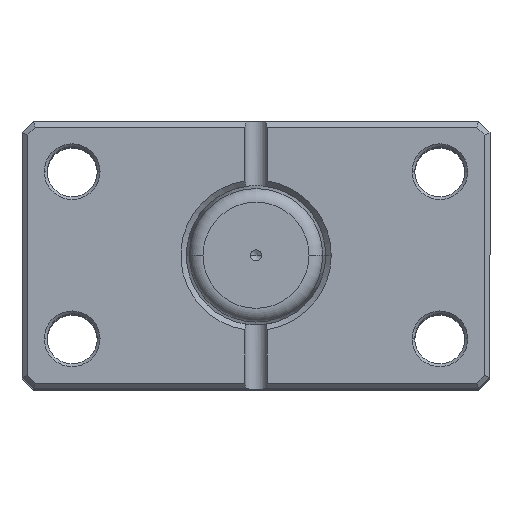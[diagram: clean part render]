
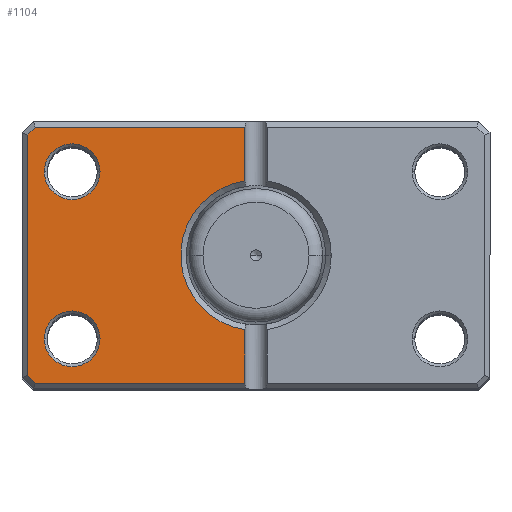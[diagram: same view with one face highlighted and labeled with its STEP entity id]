
A CAD part, top view. The second image highlights one B-rep face of the part: STEP entity #1104.
In plain terms, the highlighted face is planar.
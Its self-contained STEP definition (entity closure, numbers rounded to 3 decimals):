
#24 = DIRECTION ( 'NONE',  ( 0., 0., 1. ) ) ;
#185 = DIRECTION ( 'NONE',  ( 0., 0., 1. ) ) ;
#307 = DIRECTION ( 'NONE',  ( 1., 0., 0. ) ) ;
#309 = CIRCLE ( 'NONE', #2603, 5. ) ;
#401 = ORIENTED_EDGE ( 'NONE', *, *, #2626, .T. ) ;
#417 = CARTESIAN_POINT ( 'NONE',  ( 0., 23., 0. ) ) ;
#468 = ORIENTED_EDGE ( 'NONE', *, *, #2214, .T. ) ;
#496 = CARTESIAN_POINT ( 'NONE',  ( 31.293, -31.293, 0. ) ) ;
#547 = FACE_BOUND ( 'NONE', #2847, .T. ) ;
#558 = VECTOR ( 'NONE', #3760, 1000. ) ;
#561 = VERTEX_POINT ( 'NONE', #686 ) ;
#637 = LINE ( 'NONE', #4802, #1666 ) ;
#686 = CARTESIAN_POINT ( 'NONE',  ( 2., -23., 0. ) ) ;
#856 = VERTEX_POINT ( 'NONE', #4239 ) ;
#936 = VERTEX_POINT ( 'NONE', #3692 ) ;
#1036 = CARTESIAN_POINT ( 'NONE',  ( 2., 24., 0. ) ) ;
#1104 = ADVANCED_FACE ( 'NONE', ( #3044, #547, #4228 ), #3918, .F. ) ;
#1185 = DIRECTION ( 'NONE',  ( 0., 0., 1. ) ) ;
#1187 = DIRECTION ( 'NONE',  ( 0., 0., 1. ) ) ;
#1233 = ORIENTED_EDGE ( 'NONE', *, *, #3051, .T. ) ;
#1438 = LINE ( 'NONE', #417, #558 ) ;
#1441 = CARTESIAN_POINT ( 'NONE',  ( 28., -15., 0. ) ) ;
#1487 = VERTEX_POINT ( 'NONE', #5701 ) ;
#1505 = DIRECTION ( 'NONE',  ( 1., 0., 0. ) ) ;
#1666 = VECTOR ( 'NONE', #4334, 1000. ) ;
#1686 = CARTESIAN_POINT ( 'NONE',  ( 41., 21.586, 0. ) ) ;
#1725 = VECTOR ( 'NONE', #6150, 1000. ) ;
#1780 = DIRECTION ( 'NONE',  ( 0., 1., 0. ) ) ;
#1802 = VERTEX_POINT ( 'NONE', #4582 ) ;
#1859 = VECTOR ( 'NONE', #1780, 1000. ) ;
#1870 = VECTOR ( 'NONE', #4843, 1000. ) ;
#1983 = ORIENTED_EDGE ( 'NONE', *, *, #2957, .T. ) ;
#2011 = VERTEX_POINT ( 'NONE', #2450 ) ;
#2214 = EDGE_CURVE ( 'NONE', #5986, #936, #637, .T. ) ;
#2250 = CARTESIAN_POINT ( 'NONE',  ( 2., 24., 0. ) ) ;
#2314 = DIRECTION ( 'NONE',  ( 0., 0., 1. ) ) ;
#2363 = LINE ( 'NONE', #5134, #6232 ) ;
#2434 = ORIENTED_EDGE ( 'NONE', *, *, #5386, .T. ) ;
#2450 = CARTESIAN_POINT ( 'NONE',  ( 38., -15., 0. ) ) ;
#2488 = EDGE_CURVE ( 'NONE', #936, #5635, #3222, .T. ) ;
#2581 = VERTEX_POINT ( 'NONE', #1441 ) ;
#2603 = AXIS2_PLACEMENT_3D ( 'NONE', #4124, #1187, #4619 ) ;
#2622 = ORIENTED_EDGE ( 'NONE', *, *, #3471, .T. ) ;
#2626 = EDGE_CURVE ( 'NONE', #561, #1802, #3139, .T. ) ;
#2675 = CARTESIAN_POINT ( 'NONE',  ( 39.586, -23., 0. ) ) ;
#2758 = CARTESIAN_POINT ( 'NONE',  ( 33., -15., 0. ) ) ;
#2847 = EDGE_LOOP ( 'NONE', ( #5310, #5296 ) ) ;
#2905 = AXIS2_PLACEMENT_3D ( 'NONE', #5340, #2314, #5829 ) ;
#2942 = CARTESIAN_POINT ( 'NONE',  ( 2., 13.351, 0. ) ) ;
#2957 = EDGE_CURVE ( 'NONE', #5635, #561, #5573, .T. ) ;
#2994 = CIRCLE ( 'NONE', #3152, 13.5 ) ;
#3044 = FACE_BOUND ( 'NONE', #5520, .T. ) ;
#3051 = EDGE_CURVE ( 'NONE', #1487, #856, #1438, .T. ) ;
#3093 = DIRECTION ( 'NONE',  ( 0., 0., 1. ) ) ;
#3128 = AXIS2_PLACEMENT_3D ( 'NONE', #4121, #1185, #4618 ) ;
#3139 = LINE ( 'NONE', #1036, #5487 ) ;
#3152 = AXIS2_PLACEMENT_3D ( 'NONE', #6103, #3093, #307 ) ;
#3222 = LINE ( 'NONE', #496, #1870 ) ;
#3290 = DIRECTION ( 'NONE',  ( 1., 0., 0. ) ) ;
#3322 = CIRCLE ( 'NONE', #2905, 5. ) ;
#3471 = EDGE_CURVE ( 'NONE', #2011, #2581, #4538, .T. ) ;
#3499 = AXIS2_PLACEMENT_3D ( 'NONE', #2758, #24, #3290 ) ;
#3512 = EDGE_LOOP ( 'NONE', ( #401, #5975, #4604, #1233, #4275, #468, #5351, #1983 ) ) ;
#3523 = EDGE_CURVE ( 'NONE', #4568, #1487, #5566, .T. ) ;
#3524 = CARTESIAN_POINT ( 'NONE',  ( 38., 15., 0. ) ) ;
#3692 = CARTESIAN_POINT ( 'NONE',  ( 41., -21.586, 0. ) ) ;
#3703 = CARTESIAN_POINT ( 'NONE',  ( 28., 15., 0. ) ) ;
#3760 = DIRECTION ( 'NONE',  ( 1., 0., 0. ) ) ;
#3918 = PLANE ( 'NONE',  #4473 ) ;
#4111 = VERTEX_POINT ( 'NONE', #3524 ) ;
#4121 = CARTESIAN_POINT ( 'NONE',  ( 33., 15., 0. ) ) ;
#4124 = CARTESIAN_POINT ( 'NONE',  ( 33., -15., 0. ) ) ;
#4228 = FACE_OUTER_BOUND ( 'NONE', #3512, .T. ) ;
#4239 = CARTESIAN_POINT ( 'NONE',  ( 39.586, 23., 0. ) ) ;
#4275 = ORIENTED_EDGE ( 'NONE', *, *, #4276, .T. ) ;
#4276 = EDGE_CURVE ( 'NONE', #856, #5986, #2363, .T. ) ;
#4334 = DIRECTION ( 'NONE',  ( 0., -1., 0. ) ) ;
#4473 = AXIS2_PLACEMENT_3D ( 'NONE', #6224, #185, #1505 ) ;
#4538 = CIRCLE ( 'NONE', #3499, 5. ) ;
#4568 = VERTEX_POINT ( 'NONE', #2942 ) ;
#4582 = CARTESIAN_POINT ( 'NONE',  ( 2., -13.351, 0. ) ) ;
#4604 = ORIENTED_EDGE ( 'NONE', *, *, #3523, .T. ) ;
#4618 = DIRECTION ( 'NONE',  ( 1., 0., 0. ) ) ;
#4619 = DIRECTION ( 'NONE',  ( 1., 0., 0. ) ) ;
#4730 = EDGE_CURVE ( 'NONE', #1802, #4568, #2994, .T. ) ;
#4744 = EDGE_CURVE ( 'NONE', #4111, #5980, #5824, .T. ) ;
#4802 = CARTESIAN_POINT ( 'NONE',  ( 41., 0., 0. ) ) ;
#4843 = DIRECTION ( 'NONE',  ( -0.707, -0.707, 0. ) ) ;
#4943 = DIRECTION ( 'NONE',  ( 0., 1., 0. ) ) ;
#5091 = EDGE_CURVE ( 'NONE', #5980, #4111, #3322, .T. ) ;
#5134 = CARTESIAN_POINT ( 'NONE',  ( 31.293, 31.293, 0. ) ) ;
#5159 = DIRECTION ( 'NONE',  ( 0.707, -0.707, 0. ) ) ;
#5171 = CARTESIAN_POINT ( 'NONE',  ( 0., -23., 0. ) ) ;
#5296 = ORIENTED_EDGE ( 'NONE', *, *, #4744, .T. ) ;
#5310 = ORIENTED_EDGE ( 'NONE', *, *, #5091, .T. ) ;
#5340 = CARTESIAN_POINT ( 'NONE',  ( 33., 15., 0. ) ) ;
#5351 = ORIENTED_EDGE ( 'NONE', *, *, #2488, .T. ) ;
#5386 = EDGE_CURVE ( 'NONE', #2581, #2011, #309, .T. ) ;
#5487 = VECTOR ( 'NONE', #4943, 1000. ) ;
#5520 = EDGE_LOOP ( 'NONE', ( #2434, #2622 ) ) ;
#5566 = LINE ( 'NONE', #2250, #1859 ) ;
#5573 = LINE ( 'NONE', #5171, #1725 ) ;
#5635 = VERTEX_POINT ( 'NONE', #2675 ) ;
#5701 = CARTESIAN_POINT ( 'NONE',  ( 2., 23., 0. ) ) ;
#5824 = CIRCLE ( 'NONE', #3128, 5. ) ;
#5829 = DIRECTION ( 'NONE',  ( 1., 0., 0. ) ) ;
#5975 = ORIENTED_EDGE ( 'NONE', *, *, #4730, .T. ) ;
#5980 = VERTEX_POINT ( 'NONE', #3703 ) ;
#5986 = VERTEX_POINT ( 'NONE', #1686 ) ;
#6103 = CARTESIAN_POINT ( 'NONE',  ( 0., 0., 0. ) ) ;
#6150 = DIRECTION ( 'NONE',  ( -1., 0., 0. ) ) ;
#6224 = CARTESIAN_POINT ( 'NONE',  ( 0., 0., 0. ) ) ;
#6232 = VECTOR ( 'NONE', #5159, 1000. ) ;
